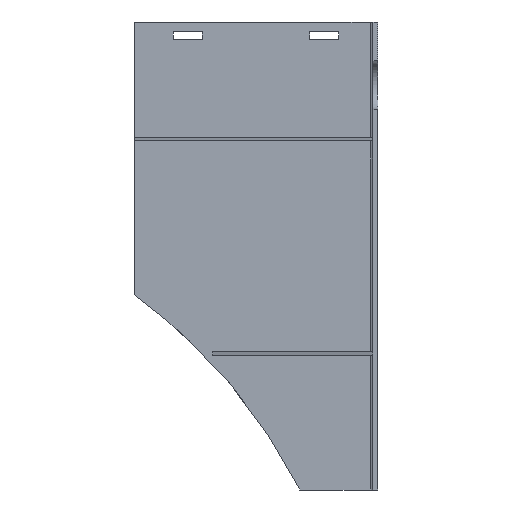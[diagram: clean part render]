
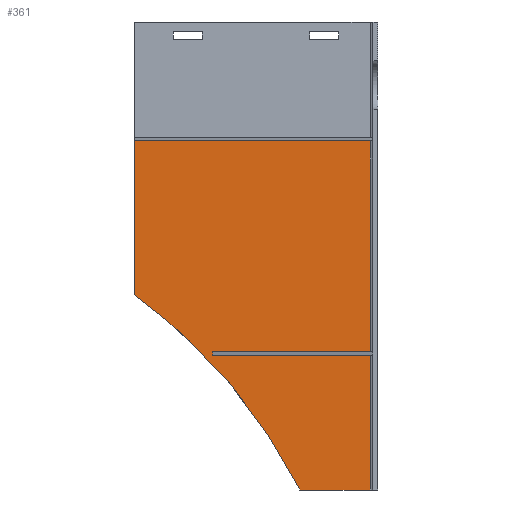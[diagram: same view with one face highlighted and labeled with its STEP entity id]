
A CAD part, left-side view. The second image highlights one B-rep face of the part: STEP entity #361.
In plain terms, the highlighted planar face has unit normal (-1, 0, 0).
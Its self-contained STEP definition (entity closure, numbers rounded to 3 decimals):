
#165=CARTESIAN_POINT('Vertex',(-2.5,40.,0.)) ;
#179=CARTESIAN_POINT('Vertex',(-2.5,4.,0.)) ;
#182=CARTESIAN_POINT('Line Origine',(-2.5,22.,0.)) ;
#226=CARTESIAN_POINT('Vertex',(-2.5,125.,100.)) ;
#229=CARTESIAN_POINT('Line Origine',(-2.5,125.,139.5)) ;
#233=CARTESIAN_POINT('Vertex',(-2.5,125.,179.)) ;
#298=CARTESIAN_POINT('Axis2P3D Location',(-2.5,4.,0.)) ;
#303=CARTESIAN_POINT('Line Origine',(-2.5,64.5,179.)) ;
#307=CARTESIAN_POINT('Vertex',(-2.5,4.,179.)) ;
#311=CARTESIAN_POINT('Control Point',(-2.5,40.,0.)) ;
#312=CARTESIAN_POINT('Control Point',(-2.5,55.161,29.97)) ;
#313=CARTESIAN_POINT('Control Point',(-2.5,74.458,57.091)) ;
#314=CARTESIAN_POINT('Control Point',(-2.5,98.007,80.481)) ;
#315=CARTESIAN_POINT('Control Point',(-2.5,125.,100.)) ;
#317=CARTESIAN_POINT('Line Origine',(-2.5,4.,120.)) ;
#321=CARTESIAN_POINT('Vertex',(-2.5,4.,69.)) ;
#324=CARTESIAN_POINT('Line Origine',(-2.5,64.5,69.)) ;
#328=CARTESIAN_POINT('Vertex',(-2.5,84.662,69.)) ;
#331=CARTESIAN_POINT('Line Origine',(-2.5,84.662,120.)) ;
#335=CARTESIAN_POINT('Vertex',(-2.5,84.662,71.)) ;
#338=CARTESIAN_POINT('Line Origine',(-2.5,64.5,71.)) ;
#342=CARTESIAN_POINT('Vertex',(-2.5,4.,71.)) ;
#345=CARTESIAN_POINT('Line Origine',(-2.5,4.,120.)) ;
#183=DIRECTION('Vector Direction',(0.,1.,0.)) ;
#230=DIRECTION('Vector Direction',(0.,0.,1.)) ;
#299=DIRECTION('Axis2P3D Direction',(1.,0.,0.)) ;
#300=DIRECTION('Axis2P3D XDirection',(0.,1.,0.)) ;
#304=DIRECTION('Vector Direction',(0.,1.,0.)) ;
#318=DIRECTION('Vector Direction',(0.,0.,1.)) ;
#325=DIRECTION('Vector Direction',(0.,1.,0.)) ;
#332=DIRECTION('Vector Direction',(0.,0.,1.)) ;
#339=DIRECTION('Vector Direction',(0.,1.,0.)) ;
#346=DIRECTION('Vector Direction',(0.,0.,1.)) ;
#301=AXIS2_PLACEMENT_3D('Plane Axis2P3D',#298,#299,#300) ;
#351=ORIENTED_EDGE('',*,*,#309,.T.) ;
#352=ORIENTED_EDGE('',*,*,#235,.F.) ;
#353=ORIENTED_EDGE('',*,*,#316,.F.) ;
#354=ORIENTED_EDGE('',*,*,#186,.F.) ;
#355=ORIENTED_EDGE('',*,*,#323,.T.) ;
#356=ORIENTED_EDGE('',*,*,#330,.T.) ;
#357=ORIENTED_EDGE('',*,*,#337,.F.) ;
#358=ORIENTED_EDGE('',*,*,#344,.F.) ;
#359=ORIENTED_EDGE('',*,*,#349,.T.) ;
#184=VECTOR('Line Direction',#183,1.) ;
#231=VECTOR('Line Direction',#230,1.) ;
#305=VECTOR('Line Direction',#304,1.) ;
#319=VECTOR('Line Direction',#318,1.) ;
#326=VECTOR('Line Direction',#325,1.) ;
#333=VECTOR('Line Direction',#332,1.) ;
#340=VECTOR('Line Direction',#339,1.) ;
#347=VECTOR('Line Direction',#346,1.) ;
#361=ADVANCED_FACE('Corps principal',(#360),#302,.F.) ;
#310=B_SPLINE_CURVE_WITH_KNOTS('',4,(#311,#312,#313,#314,#315),.UNSPECIFIED.,.F.,.U.,(5,5),(0.,187.174),.UNSPECIFIED.) ;
#186=EDGE_CURVE('',#180,#166,#185,.T.) ;
#235=EDGE_CURVE('',#227,#234,#232,.T.) ;
#309=EDGE_CURVE('',#308,#234,#306,.T.) ;
#316=EDGE_CURVE('',#166,#227,#310,.T.) ;
#323=EDGE_CURVE('',#180,#322,#320,.T.) ;
#330=EDGE_CURVE('',#322,#329,#327,.T.) ;
#337=EDGE_CURVE('',#336,#329,#334,.F.) ;
#344=EDGE_CURVE('',#343,#336,#341,.T.) ;
#349=EDGE_CURVE('',#343,#308,#348,.T.) ;
#350=EDGE_LOOP('',(#351,#352,#353,#354,#355,#356,#357,#358,#359)) ;
#360=FACE_OUTER_BOUND('',#350,.T.) ;
#185=LINE('Line',#182,#184) ;
#232=LINE('Line',#229,#231) ;
#306=LINE('Line',#303,#305) ;
#320=LINE('Line',#317,#319) ;
#327=LINE('Line',#324,#326) ;
#334=LINE('Line',#331,#333) ;
#341=LINE('Line',#338,#340) ;
#348=LINE('Line',#345,#347) ;
#302=PLANE('Plane',#301) ;
#166=VERTEX_POINT('',#165) ;
#180=VERTEX_POINT('',#179) ;
#227=VERTEX_POINT('',#226) ;
#234=VERTEX_POINT('',#233) ;
#308=VERTEX_POINT('',#307) ;
#322=VERTEX_POINT('',#321) ;
#329=VERTEX_POINT('',#328) ;
#336=VERTEX_POINT('',#335) ;
#343=VERTEX_POINT('',#342) ;
